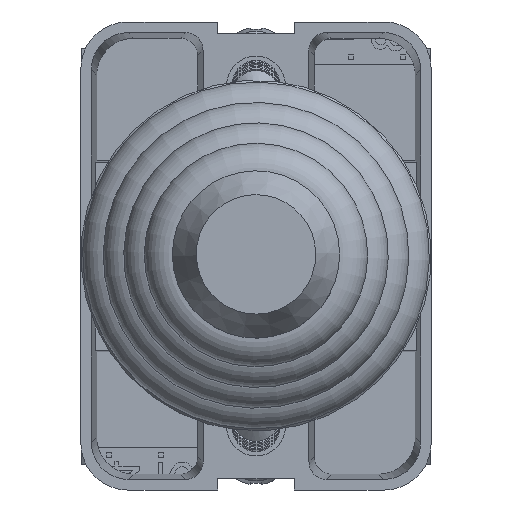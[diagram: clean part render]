
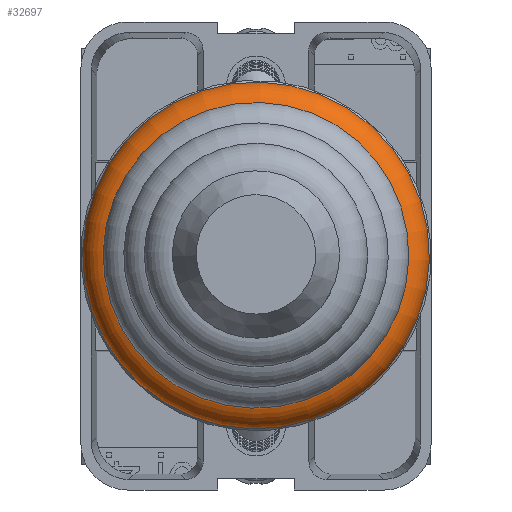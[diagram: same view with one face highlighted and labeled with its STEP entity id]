
A CAD part, top view. The second image highlights one B-rep face of the part: STEP entity #32697.
In plain terms, the highlighted toroidal (fillet/blend) face has major radius 12.25 mm and minor radius 2.5 mm.
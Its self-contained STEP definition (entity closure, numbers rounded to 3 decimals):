
#1410=TOROIDAL_SURFACE('',#35518,12.25,2.5);
#3804=FACE_OUTER_BOUND('',#5617,.T.);
#5617=EDGE_LOOP('',(#27846,#27847,#27848,#27849));
#13898=CIRCLE('',#35513,12.25);
#13902=CIRCLE('',#35519,2.5);
#13903=CIRCLE('',#35520,12.25);
#16118=VERTEX_POINT('',#54755);
#16121=VERTEX_POINT('',#54764);
#20203=EDGE_CURVE('',#16118,#16118,#13898,.T.);
#20207=EDGE_CURVE('',#16118,#16121,#13902,.T.);
#20208=EDGE_CURVE('',#16121,#16121,#13903,.T.);
#27846=ORIENTED_EDGE('',*,*,#20203,.F.);
#27847=ORIENTED_EDGE('',*,*,#20207,.T.);
#27848=ORIENTED_EDGE('',*,*,#20208,.T.);
#27849=ORIENTED_EDGE('',*,*,#20207,.F.);
#32697=ADVANCED_FACE('',(#3804),#1410,.T.);
#35513=AXIS2_PLACEMENT_3D('',#54756,#42293,#42294);
#35518=AXIS2_PLACEMENT_3D('',#54763,#42303,#42304);
#35519=AXIS2_PLACEMENT_3D('',#54765,#42305,#42306);
#35520=AXIS2_PLACEMENT_3D('',#54766,#42307,#42308);
#42293=DIRECTION('center_axis',(1.,0.,0.));
#42294=DIRECTION('ref_axis',(0.,1.,0.));
#42303=DIRECTION('center_axis',(1.,0.,0.));
#42304=DIRECTION('ref_axis',(0.,0.,-1.));
#42305=DIRECTION('center_axis',(0.,-1.,0.));
#42306=DIRECTION('ref_axis',(0.,0.,1.));
#42307=DIRECTION('center_axis',(1.,0.,0.));
#42308=DIRECTION('ref_axis',(0.,1.,0.));
#54755=CARTESIAN_POINT('',(41.77,32.249,12.25));
#54756=CARTESIAN_POINT('Origin',(41.77,32.249,0.));
#54763=CARTESIAN_POINT('Origin',(39.27,32.249,0.));
#54764=CARTESIAN_POINT('',(36.77,32.249,12.25));
#54765=CARTESIAN_POINT('Origin',(39.27,32.249,12.25));
#54766=CARTESIAN_POINT('Origin',(36.77,32.249,0.));
